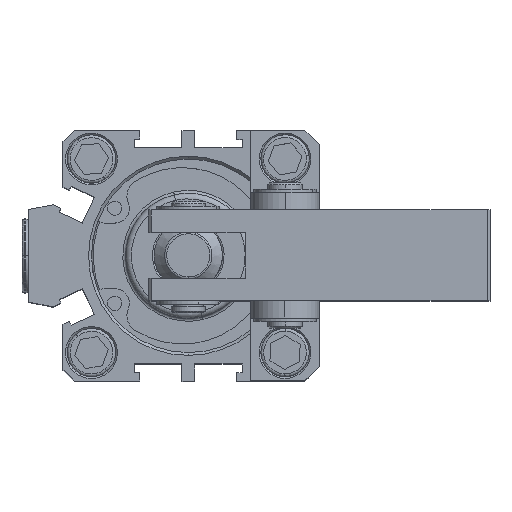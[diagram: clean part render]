
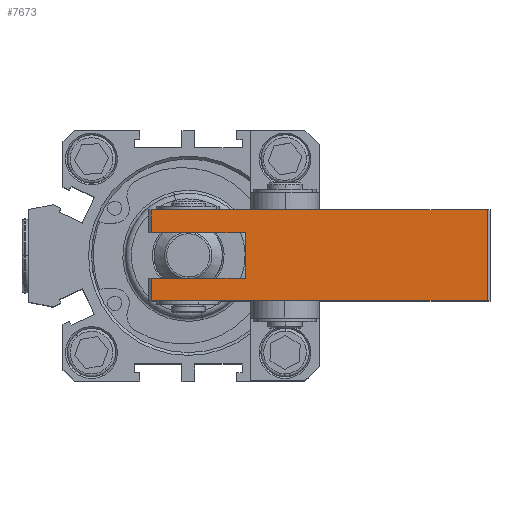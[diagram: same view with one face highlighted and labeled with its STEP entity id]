
A CAD part, top view. The second image highlights one B-rep face of the part: STEP entity #7673.
In plain terms, the highlighted face is planar.
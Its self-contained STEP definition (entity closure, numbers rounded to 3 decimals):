
#33 = VECTOR ( 'NONE', #2415, 1000. ) ;
#444 = VERTEX_POINT ( 'NONE', #10029 ) ;
#1630 = VECTOR ( 'NONE', #17101, 1000. ) ;
#2009 = CARTESIAN_POINT ( 'NONE',  ( -14182.94, 2054.79, 16. ) ) ;
#2148 = ORIENTED_EDGE ( 'NONE', *, *, #24740, .F. ) ;
#2250 = ORIENTED_EDGE ( 'NONE', *, *, #29586, .T. ) ;
#2415 = DIRECTION ( 'NONE',  ( 1., 0., 0. ) ) ;
#3760 = VERTEX_POINT ( 'NONE', #24574 ) ;
#4470 = LINE ( 'NONE', #27670, #4806 ) ;
#4715 = EDGE_CURVE ( 'NONE', #10291, #32277, #5730, .T. ) ;
#4806 = VECTOR ( 'NONE', #27838, 1000. ) ;
#5730 = LINE ( 'NONE', #14977, #20456 ) ;
#7673 = ADVANCED_FACE ( 'NONE', ( #8801 ), #26356, .F. ) ;
#7705 = CARTESIAN_POINT ( 'NONE',  ( -14123.94, 2054.79, 4. ) ) ;
#8065 = LINE ( 'NONE', #19163, #33 ) ;
#8801 = FACE_OUTER_BOUND ( 'NONE', #26747, .T. ) ;
#9912 = CARTESIAN_POINT ( 'NONE',  ( -14123.94, 2054.79, 16. ) ) ;
#9941 = DIRECTION ( 'NONE',  ( 1., 0., 0. ) ) ;
#9976 = EDGE_CURVE ( 'NONE', #11442, #17611, #4470, .T. ) ;
#10029 = CARTESIAN_POINT ( 'NONE',  ( -14166.44, 2054.79, 12. ) ) ;
#10291 = VERTEX_POINT ( 'NONE', #24150 ) ;
#10511 = DIRECTION ( 'NONE',  ( 1., 0., 0. ) ) ;
#10923 = CARTESIAN_POINT ( 'NONE',  ( -14182.94, 2054.79, 12. ) ) ;
#11442 = VERTEX_POINT ( 'NONE', #10923 ) ;
#11662 = ORIENTED_EDGE ( 'NONE', *, *, #9976, .F. ) ;
#12976 = CARTESIAN_POINT ( 'NONE',  ( -14182.94, 2054.79, 4. ) ) ;
#13654 = ORIENTED_EDGE ( 'NONE', *, *, #4715, .F. ) ;
#14014 = EDGE_CURVE ( 'NONE', #17611, #3760, #17478, .T. ) ;
#14935 = DIRECTION ( 'NONE',  ( 0., 0., 1. ) ) ;
#14977 = CARTESIAN_POINT ( 'NONE',  ( -14182.94, 2054.79, 16. ) ) ;
#16168 = ORIENTED_EDGE ( 'NONE', *, *, #26853, .F. ) ;
#16710 = EDGE_CURVE ( 'NONE', #27950, #444, #28296, .T. ) ;
#17020 = CARTESIAN_POINT ( 'NONE',  ( -14166.44, 2054.79, 16. ) ) ;
#17101 = DIRECTION ( 'NONE',  ( 0., 0., 1. ) ) ;
#17300 = VECTOR ( 'NONE', #9941, 1000. ) ;
#17478 = LINE ( 'NONE', #9912, #17300 ) ;
#17611 = VERTEX_POINT ( 'NONE', #2009 ) ;
#18276 = CARTESIAN_POINT ( 'NONE',  ( -14123.94, 2054.79, 0. ) ) ;
#18859 = EDGE_CURVE ( 'NONE', #444, #11442, #34862, .T. ) ;
#19163 = CARTESIAN_POINT ( 'NONE',  ( -14190.94, 2054.79, 0. ) ) ;
#19921 = LINE ( 'NONE', #7705, #20095 ) ;
#20095 = VECTOR ( 'NONE', #10511, 1000. ) ;
#20456 = VECTOR ( 'NONE', #14935, 1000. ) ;
#22484 = AXIS2_PLACEMENT_3D ( 'NONE', #26603, #26320, #26277 ) ;
#22485 = CARTESIAN_POINT ( 'NONE',  ( -14166.44, 2054.79, 4. ) ) ;
#23742 = ORIENTED_EDGE ( 'NONE', *, *, #16710, .F. ) ;
#23755 = VERTEX_POINT ( 'NONE', #18276 ) ;
#24150 = CARTESIAN_POINT ( 'NONE',  ( -14182.94, 2054.79, 0. ) ) ;
#24574 = CARTESIAN_POINT ( 'NONE',  ( -14123.94, 2054.79, 16. ) ) ;
#24740 = EDGE_CURVE ( 'NONE', #32277, #27950, #19921, .T. ) ;
#26277 = DIRECTION ( 'NONE',  ( 0., 0., 1. ) ) ;
#26309 = ORIENTED_EDGE ( 'NONE', *, *, #18859, .F. ) ;
#26320 = DIRECTION ( 'NONE',  ( 0., 1., 0. ) ) ;
#26356 = PLANE ( 'NONE',  #22484 ) ;
#26603 = CARTESIAN_POINT ( 'NONE',  ( -14123.94, 2054.79, 16. ) ) ;
#26747 = EDGE_LOOP ( 'NONE', ( #2148, #13654, #2250, #16168, #29356, #11662, #26309, #23742 ) ) ;
#26853 = EDGE_CURVE ( 'NONE', #3760, #23755, #26955, .T. ) ;
#26955 = LINE ( 'NONE', #33425, #27180 ) ;
#27180 = VECTOR ( 'NONE', #28330, 1000. ) ;
#27670 = CARTESIAN_POINT ( 'NONE',  ( -14182.94, 2054.79, 16. ) ) ;
#27838 = DIRECTION ( 'NONE',  ( 0., 0., 1. ) ) ;
#27950 = VERTEX_POINT ( 'NONE', #22485 ) ;
#28100 = DIRECTION ( 'NONE',  ( -1., 0., 0. ) ) ;
#28257 = CARTESIAN_POINT ( 'NONE',  ( -14123.94, 2054.79, 12. ) ) ;
#28296 = LINE ( 'NONE', #17020, #1630 ) ;
#28330 = DIRECTION ( 'NONE',  ( 0., 0., -1. ) ) ;
#29356 = ORIENTED_EDGE ( 'NONE', *, *, #14014, .F. ) ;
#29586 = EDGE_CURVE ( 'NONE', #10291, #23755, #8065, .T. ) ;
#32277 = VERTEX_POINT ( 'NONE', #12976 ) ;
#33425 = CARTESIAN_POINT ( 'NONE',  ( -14123.94, 2054.79, 16. ) ) ;
#34862 = LINE ( 'NONE', #28257, #34924 ) ;
#34924 = VECTOR ( 'NONE', #28100, 1000. ) ;
